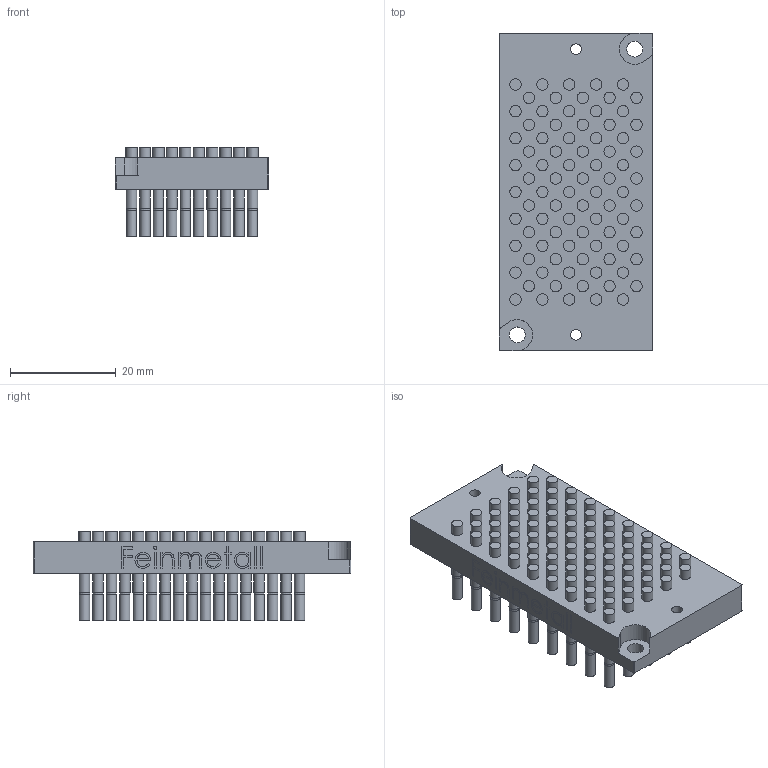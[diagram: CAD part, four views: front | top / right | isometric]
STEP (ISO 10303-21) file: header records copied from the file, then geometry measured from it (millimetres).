
FILE_DESCRIPTION (( 'STEP AP214' ), '1' );
FILE_NAME ('MOD-1010964-IP-B-F-SB-085-LA-085-02.STEP', '2023-02-03T09:06:21', ( '' ), ( '' ), 'SwSTEP 2.0', 'SolidWorks 2020', '' );
FILE_SCHEMA (( 'AUTOMOTIVE_DESIGN' ));
Length unit declared in the file: millimetre
Products named in the file (1): MOD-1010964-IP-B-F-SB-085-LA-085-02
Bounding box: 29 x 60 x 17 mm (x, y, z)
Volume: 12910.6 mm3; surface area: 11409.6 mm2
Topology: 1 solids, 1 shells, 900 faces, 1905 edges, 1290 vertices
Faces by surface type: cylinder 350, plane 295, cone 255
Full cylindrical faces by diameter (mm): 0.79 x85, 1.95 x85, 1.98 x85, 2.02 x2, 2.15 x85, 3 x2
Entity records: 31028 total; most frequent: CARTESIAN_POINT 4425, DIRECTION 3706, ORIENTED_EDGE 2264, EDGE_LOOP 1790, AXIS2_PLACEMENT_3D 1771, FACE_OUTER_BOUND 1244, EDGE_CURVE 1132, VERTEX_POINT 1116
